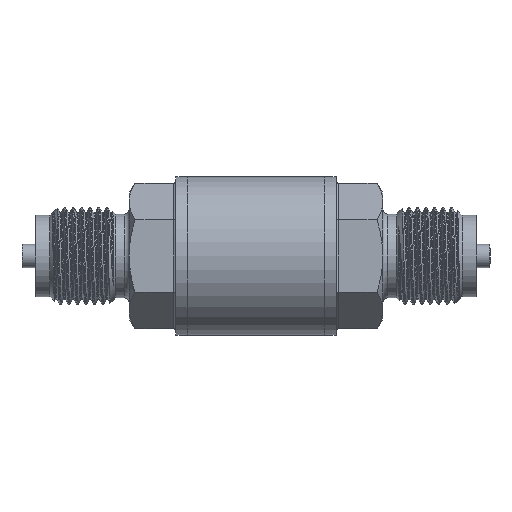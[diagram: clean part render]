
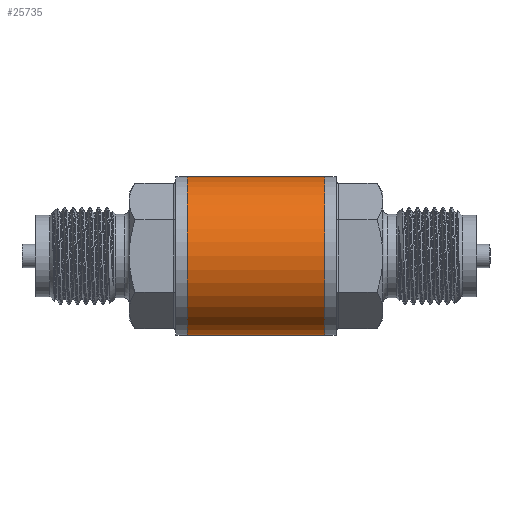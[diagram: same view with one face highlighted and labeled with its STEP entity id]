
A CAD part, front view. The second image highlights one B-rep face of the part: STEP entity #25735.
In plain terms, the highlighted cylindrical face has radius 17 mm (diameter 34 mm), a full revolution.
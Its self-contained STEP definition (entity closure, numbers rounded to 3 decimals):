
#361=FACE_BOUND('',#3674,.T.);
#2184=FACE_OUTER_BOUND('',#3673,.T.);
#3673=EDGE_LOOP('',(#19236,#19237,#19238,#19239));
#3674=EDGE_LOOP('',(#19240,#19241));
#4910=CIRCLE('',#27117,17.);
#4911=CIRCLE('',#27118,17.);
#5866=B_SPLINE_CURVE_WITH_KNOTS('',3,(#51304,#51305,#51306,#51307,#51308,
#51309,#51310,#51311,#51312,#51313,#51314,#51315,#51316,#51317,#51318,#51319,
#51320,#51321,#51322,#51323),.UNSPECIFIED.,.F.,.F.,(4,2,2,2,2,2,2,2,2,4),
(-5.022,-4.957,-4.66,-4.362,
-4.065,-3.767,-3.47,-2.9,
-2.615,-2.33),.UNSPECIFIED.);
#5867=B_SPLINE_CURVE_WITH_KNOTS('',3,(#51324,#51325,#51326,#51327,#51328,
#51329,#51330,#51331,#51332,#51333,#51334,#51335,#51336,#51337,#51338,#51339,
#51340,#51341,#51342,#51343,#51344,#51345,#51346,#51347,#51348,#51349,#51350,
#51351,#51352,#51353,#51354,#51355,#51356,#51357,#51358,#51359,#51360,#51361,
#51362,#51363,#51364,#51365,#51366),.UNSPECIFIED.,.F.,.F.,(4,2,2,2,2,2,
2,3,2,2,2,2,2,2,2,2,2,2,2,2,4),(-2.33,-2.045,-1.76,
-1.19,-0.893,-0.595,-0.298,
0.,0.298,0.595,0.893,1.19,
1.76,2.045,2.33,2.615,2.9,
3.47,3.767,4.065,4.297),
 .UNSPECIFIED.);
#7065=LINE('',#51382,#8962);
#8962=VECTOR('',#29211,17.);
#11189=VERTEX_POINT('',#51302);
#11190=VERTEX_POINT('',#51303);
#11193=VERTEX_POINT('',#51379);
#11194=VERTEX_POINT('',#51381);
#14197=EDGE_CURVE('',#11189,#11190,#5866,.T.);
#14198=EDGE_CURVE('',#11190,#11189,#5867,.T.);
#14203=EDGE_CURVE('',#11193,#11193,#4910,.T.);
#14204=EDGE_CURVE('',#11193,#11194,#7065,.T.);
#14205=EDGE_CURVE('',#11194,#11194,#4911,.T.);
#19236=ORIENTED_EDGE('',*,*,#14203,.F.);
#19237=ORIENTED_EDGE('',*,*,#14204,.T.);
#19238=ORIENTED_EDGE('',*,*,#14205,.F.);
#19239=ORIENTED_EDGE('',*,*,#14204,.F.);
#19240=ORIENTED_EDGE('',*,*,#14197,.T.);
#19241=ORIENTED_EDGE('',*,*,#14198,.T.);
#25160=CYLINDRICAL_SURFACE('',#27116,17.);
#25735=ADVANCED_FACE('',(#2184,#361),#25160,.T.);
#27116=AXIS2_PLACEMENT_3D('',#51378,#29207,#29208);
#27117=AXIS2_PLACEMENT_3D('',#51380,#29209,#29210);
#27118=AXIS2_PLACEMENT_3D('',#51383,#29212,#29213);
#29207=DIRECTION('center_axis',(1.,0.,0.));
#29208=DIRECTION('ref_axis',(0.,0.,-1.));
#29209=DIRECTION('center_axis',(1.,0.,0.));
#29210=DIRECTION('ref_axis',(0.,0.,-1.));
#29211=DIRECTION('',(-1.,0.,0.));
#29212=DIRECTION('center_axis',(-1.,0.,0.));
#29213=DIRECTION('ref_axis',(0.,0.,-1.));
#51302=CARTESIAN_POINT('',(3.5,9.909,13.813));
#51303=CARTESIAN_POINT('',(-14.25,17.,0.));
#51304=CARTESIAN_POINT('Ctrl Pts',(3.5,9.909,13.813));
#51305=CARTESIAN_POINT('Ctrl Pts',(3.3,9.838,13.864));
#51306=CARTESIAN_POINT('Ctrl Pts',(3.099,9.772,13.911));
#51307=CARTESIAN_POINT('Ctrl Pts',(1.961,9.433,14.147));
#51308=CARTESIAN_POINT('Ctrl Pts',(0.992,9.27,14.25));
#51309=CARTESIAN_POINT('Ctrl Pts',(-0.992,9.27,
14.25));
#51310=CARTESIAN_POINT('Ctrl Pts',(-1.961,9.433,14.147));
#51311=CARTESIAN_POINT('Ctrl Pts',(-3.829,9.99,13.759));
#51312=CARTESIAN_POINT('Ctrl Pts',(-4.729,10.381,13.475));
#51313=CARTESIAN_POINT('Ctrl Pts',(-6.439,11.264,12.746));
#51314=CARTESIAN_POINT('Ctrl Pts',(-7.251,11.755,12.301));
#51315=CARTESIAN_POINT('Ctrl Pts',(-8.759,12.741,11.277));
#51316=CARTESIAN_POINT('Ctrl Pts',(-9.454,13.234,10.698));
#51317=CARTESIAN_POINT('Ctrl Pts',(-11.268,14.569,8.885));
#51318=CARTESIAN_POINT('Ctrl Pts',(-12.355,15.44,7.35));
#51319=CARTESIAN_POINT('Ctrl Pts',(-13.475,16.354,4.732));
#51320=CARTESIAN_POINT('Ctrl Pts',(-13.766,16.596,3.807));
#51321=CARTESIAN_POINT('Ctrl Pts',(-14.154,16.919,1.916));
#51322=CARTESIAN_POINT('Ctrl Pts',(-14.25,17.,0.95));
#51323=CARTESIAN_POINT('Ctrl Pts',(-14.25,17.,0.));
#51324=CARTESIAN_POINT('Ctrl Pts',(-14.25,17.,0.));
#51325=CARTESIAN_POINT('Ctrl Pts',(-14.25,17.,-0.95));
#51326=CARTESIAN_POINT('Ctrl Pts',(-14.154,16.919,-1.916));
#51327=CARTESIAN_POINT('Ctrl Pts',(-13.766,16.596,-3.807));
#51328=CARTESIAN_POINT('Ctrl Pts',(-13.475,16.354,-4.732));
#51329=CARTESIAN_POINT('Ctrl Pts',(-12.355,15.44,-7.35));
#51330=CARTESIAN_POINT('Ctrl Pts',(-11.268,14.569,-8.885));
#51331=CARTESIAN_POINT('Ctrl Pts',(-9.454,13.234,-10.698));
#51332=CARTESIAN_POINT('Ctrl Pts',(-8.759,12.741,-11.277));
#51333=CARTESIAN_POINT('Ctrl Pts',(-7.251,11.755,-12.301));
#51334=CARTESIAN_POINT('Ctrl Pts',(-6.439,11.264,-12.746));
#51335=CARTESIAN_POINT('Ctrl Pts',(-4.729,10.381,-13.475));
#51336=CARTESIAN_POINT('Ctrl Pts',(-3.829,9.99,-13.759));
#51337=CARTESIAN_POINT('Ctrl Pts',(-1.961,9.433,-14.147));
#51338=CARTESIAN_POINT('Ctrl Pts',(-0.992,9.27,
-14.25));
#51339=CARTESIAN_POINT('Ctrl Pts',(0.,9.27,-14.25));
#51340=CARTESIAN_POINT('Ctrl Pts',(0.992,9.27,-14.25));
#51341=CARTESIAN_POINT('Ctrl Pts',(1.961,9.433,-14.147));
#51342=CARTESIAN_POINT('Ctrl Pts',(3.829,9.99,-13.759));
#51343=CARTESIAN_POINT('Ctrl Pts',(4.729,10.381,-13.475));
#51344=CARTESIAN_POINT('Ctrl Pts',(6.439,11.264,-12.746));
#51345=CARTESIAN_POINT('Ctrl Pts',(7.251,11.755,-12.301));
#51346=CARTESIAN_POINT('Ctrl Pts',(8.759,12.741,-11.277));
#51347=CARTESIAN_POINT('Ctrl Pts',(9.454,13.234,-10.698));
#51348=CARTESIAN_POINT('Ctrl Pts',(11.268,14.569,-8.885));
#51349=CARTESIAN_POINT('Ctrl Pts',(12.355,15.44,-7.35));
#51350=CARTESIAN_POINT('Ctrl Pts',(13.475,16.354,-4.732));
#51351=CARTESIAN_POINT('Ctrl Pts',(13.766,16.596,-3.807));
#51352=CARTESIAN_POINT('Ctrl Pts',(14.154,16.919,-1.916));
#51353=CARTESIAN_POINT('Ctrl Pts',(14.25,17.,-0.95));
#51354=CARTESIAN_POINT('Ctrl Pts',(14.25,17.,0.95));
#51355=CARTESIAN_POINT('Ctrl Pts',(14.154,16.919,1.916));
#51356=CARTESIAN_POINT('Ctrl Pts',(13.766,16.596,3.807));
#51357=CARTESIAN_POINT('Ctrl Pts',(13.475,16.354,4.732));
#51358=CARTESIAN_POINT('Ctrl Pts',(12.355,15.44,7.35));
#51359=CARTESIAN_POINT('Ctrl Pts',(11.268,14.569,8.885));
#51360=CARTESIAN_POINT('Ctrl Pts',(9.454,13.234,10.698));
#51361=CARTESIAN_POINT('Ctrl Pts',(8.759,12.741,11.277));
#51362=CARTESIAN_POINT('Ctrl Pts',(7.251,11.755,12.301));
#51363=CARTESIAN_POINT('Ctrl Pts',(6.439,11.264,12.746));
#51364=CARTESIAN_POINT('Ctrl Pts',(4.915,10.477,13.395));
#51365=CARTESIAN_POINT('Ctrl Pts',(4.219,10.163,13.631));
#51366=CARTESIAN_POINT('Ctrl Pts',(3.5,9.909,13.813));
#51378=CARTESIAN_POINT('Origin',(0.,0.,0.));
#51379=CARTESIAN_POINT('',(14.7,0.,17.));
#51380=CARTESIAN_POINT('Origin',(14.7,0.,0.));
#51381=CARTESIAN_POINT('',(-14.7,0.,17.));
#51382=CARTESIAN_POINT('',(0.,0.,17.));
#51383=CARTESIAN_POINT('Origin',(-14.7,0.,0.));
